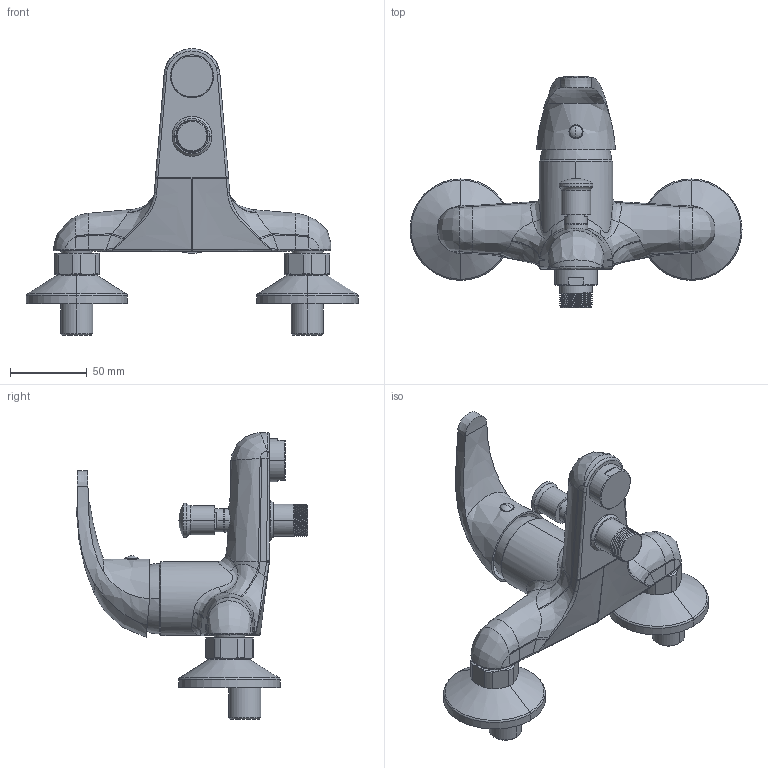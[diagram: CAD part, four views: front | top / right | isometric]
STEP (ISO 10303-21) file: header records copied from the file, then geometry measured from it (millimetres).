
FILE_DESCRIPTION((''),'2;1');
FILE_NAME('PE022CR_SW0001','2024-09-23T13:59:09',('alberto.gaboardi'),('PAFFONI SpA'),'CREO PARAMETRIC BY PTC INC, 2022124','CREO PARAMETRIC BY PTC INC, 2022124','');
FILE_SCHEMA(('CONFIG_CONTROL_DESIGN','SHAPE_APPEARANCE_LAYERS_GROUPS'));
Length unit declared in the file: millimetre
Products named in the file (1): PE022CR_SW0001
Bounding box: 216 x 150.43 x 186.49 mm (x, y, z)
Volume: 496225 mm3; surface area: 80591.1 mm2
Topology: 1 solids, 1 shells, 346 faces, 865 edges, 528 vertices
Faces by surface type: bspline 128, cylinder 83, plane 65, cone 54, torus 10, sphere 6
Entity records: 26687 total; most frequent: CARTESIAN_POINT 17109, ORIENTED_EDGE 1714, DIRECTION 1166, EDGE_CURVE 857, VERTEX_POINT 528, AXIS2_PLACEMENT_3D 476, B_SPLINE_CURVE_WITH_KNOTS 385, EDGE_LOOP 369
